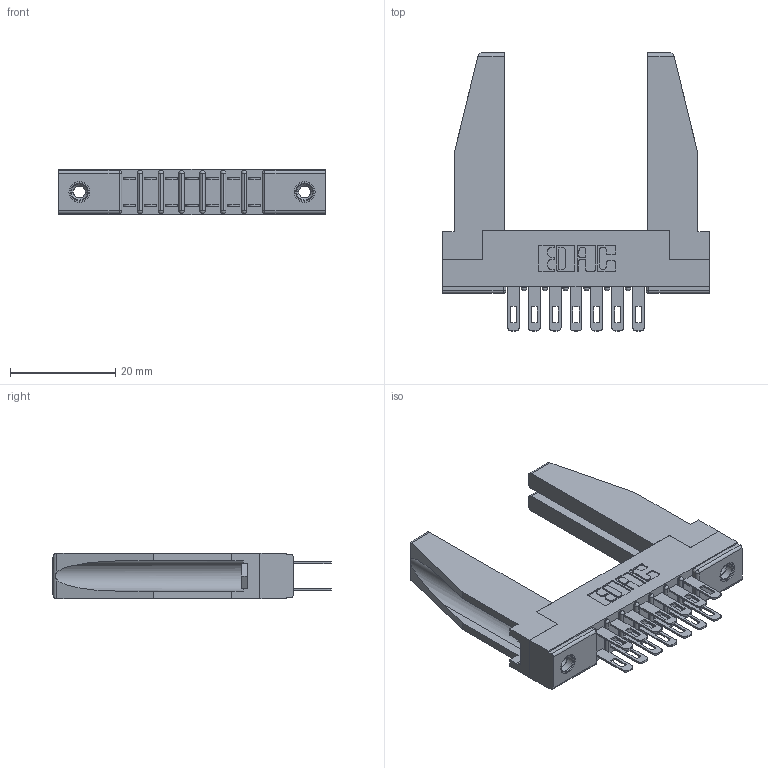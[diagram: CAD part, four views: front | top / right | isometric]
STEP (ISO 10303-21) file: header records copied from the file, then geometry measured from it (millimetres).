
FILE_DESCRIPTION (( 'STEP AP203' ), '1' );
FILE_NAME ('357-014-400-278.STEP', '2020-10-02T17:14:54', ( '' ), ( '' ), 'SwSTEP 2.0', 'SolidWorks 2020', '' );
FILE_SCHEMA (( 'CONFIG_CONTROL_DESIGN' ));
Length unit declared in the file: inch
Products named in the file (5): 345-250-001_345-250-001-102; 307-220-078; 307 Part_.156 Dia Mounting Holes; 357-014-400-278; 307-290-001_500
Assembly tree (19 placements, depth 2):
  357-014-400-278
    307 Part_.156 Dia Mounting Holes
    307-290-001_500  x14
    307-220-078  x2
    345-250-001_345-250-001-102  x2
Bounding box: 50.75 x 52.88 x 8.71 mm (x, y, z)
Volume: 7354.7 mm3; surface area: 9201.3 mm2
Topology: 19 solids, 19 shells, 900 faces, 2473 edges, 1598 vertices
Faces by surface type: plane 574, cylinder 294, sphere 16, cone 12, torus 4
Entity records: 12953 total; most frequent: CARTESIAN_POINT 2137, ORIENTED_EDGE 2072, DIRECTION 2064, EDGE_CURVE 1036, VECTOR 782, LINE 782, VERTEX_POINT 672, AXIS2_PLACEMENT_3D 641
